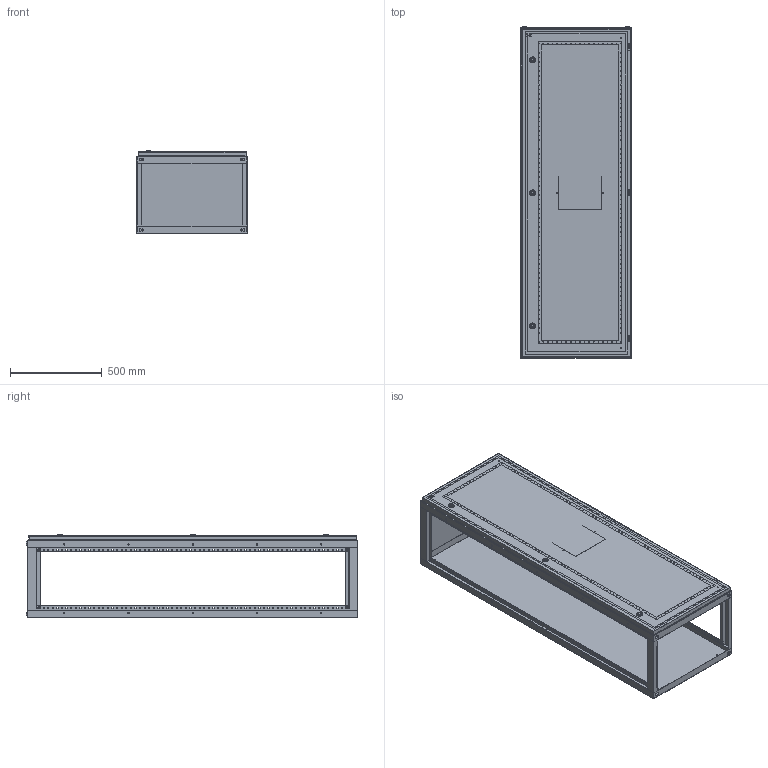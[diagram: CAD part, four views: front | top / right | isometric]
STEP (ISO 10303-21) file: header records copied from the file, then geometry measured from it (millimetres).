
FILE_DESCRIPTION (( 'STEP AP203' ), '1' );
FILE_NAME ('YKM50-1800-600-450-54 ÂÐÓ ñáîðíûé êîðïóñ 1800õ600õ450 IP54 SMART.STEP', '2021-01-27T12:40:03', ( '' ), ( '' ), 'SwSTEP 2.0', 'SolidWorks 2017', '' );
FILE_SCHEMA (( 'CONFIG_CONTROL_DESIGN' ));
Length unit declared in the file: millimetre
Products named in the file (3): Äâåðü äëÿ ÂÐÓ-1 1800õ600 IP54; YKM50-1800-600-450-54 ÂÐÓ ñáîðíûé êîðïóñ 1800õ600õ450 IP54 SMART; Êàðêàñ ÂÐÓ 1800õ600õ450
Assembly tree (2 placements, depth 2):
  YKM50-1800-600-450-54 ÂÐÓ ñáîðíûé êîðïóñ 1800õ600õ450 IP54 SMART
    Êàðêàñ ÂÐÓ 1800õ600õ450
    Äâåðü äëÿ ÂÐÓ-1 1800õ600 IP54
Bounding box: 600 x 1808 x 450.5 mm (x, y, z)
Volume: 6260209.4 mm3; surface area: 7243516.7 mm2
Topology: 36 solids, 40 shells, 3250 faces, 8366 edges, 5358 vertices
Faces by surface type: plane 2135, cylinder 766, cone 194, bspline 61, sphere 56, torus 38
Entity records: 101003 total; most frequent: CARTESIAN_POINT 20322, ORIENTED_EDGE 16604, DIRECTION 15911, EDGE_CURVE 8302, LINE 5969, VECTOR 5969, VERTEX_POINT 5358, AXIS2_PLACEMENT_3D 4971
